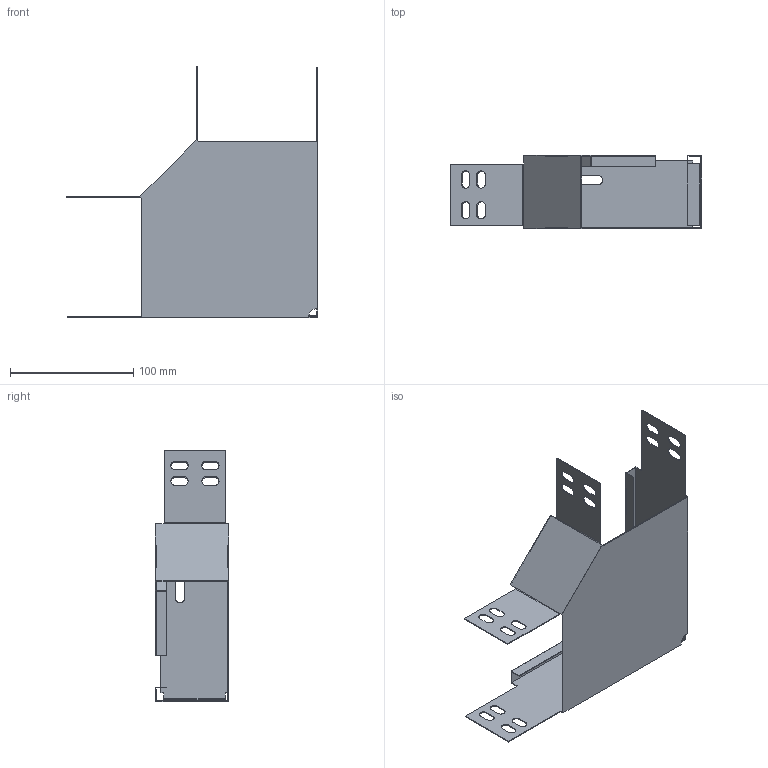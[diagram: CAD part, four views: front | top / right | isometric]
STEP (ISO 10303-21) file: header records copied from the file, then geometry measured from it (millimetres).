
FILE_DESCRIPTION (( 'STEP AP214' ), '1' );
FILE_NAME ('6043092.stp', '2018-10-02T13:20:48', ( '' ), ( '' ), 'SwSTEP 2.0', 'SolidWorks 2018', '' );
FILE_SCHEMA (( 'AUTOMOTIVE_DESIGN' ));
Length unit declared in the file: millimetre
Products named in the file (1): 6043092
Bounding box: 203.94 x 59.4 x 203.94 mm (x, y, z)
Volume: 39153.1 mm3; surface area: 113417.4 mm2
Topology: 1 solids, 1 shells, 192 faces, 546 edges, 356 vertices
Faces by surface type: plane 141, cylinder 51
Entity records: 6286 total; most frequent: CARTESIAN_POINT 1095, ORIENTED_EDGE 1092, DIRECTION 1034, EDGE_CURVE 546, LINE 444, VECTOR 444, VERTEX_POINT 356, AXIS2_PLACEMENT_3D 295
